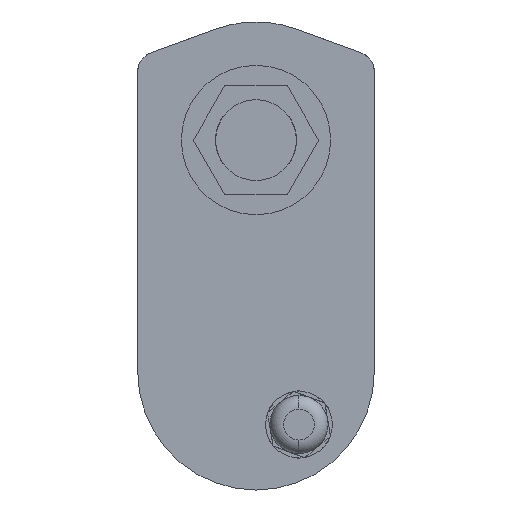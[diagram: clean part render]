
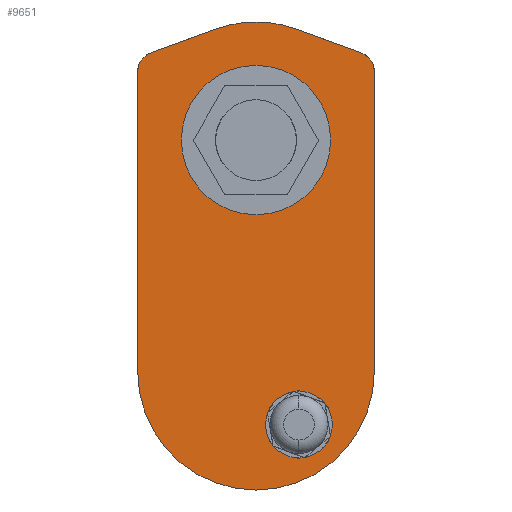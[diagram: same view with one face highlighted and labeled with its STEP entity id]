
A CAD part, front view. The second image highlights one B-rep face of the part: STEP entity #9651.
In plain terms, the highlighted planar face has unit normal (0, -1, 0).
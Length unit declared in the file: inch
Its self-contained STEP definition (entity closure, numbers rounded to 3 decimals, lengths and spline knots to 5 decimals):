
#100 = VERTEX_POINT ( 'NONE', #8182 ) ;
#124 = VERTEX_POINT ( 'NONE', #9386 ) ;
#157 = AXIS2_PLACEMENT_3D ( 'NONE', #1535, #11591, #4106 ) ;
#370 = DIRECTION ( 'NONE',  ( 0.866, 0., -0.5 ) ) ;
#781 = VECTOR ( 'NONE', #11583, 39.37008 ) ;
#1123 = CARTESIAN_POINT ( 'NONE',  ( 0.17, -4.8965, -3.82399 ) ) ;
#1179 = DIRECTION ( 'NONE',  ( 0., 0., -1. ) ) ;
#1181 = DIRECTION ( 'NONE',  ( 0., -1., 0. ) ) ;
#1193 = CARTESIAN_POINT ( 'NONE',  ( 0., -4.8965, 0. ) ) ;
#1338 = EDGE_CURVE ( 'NONE', #1633, #3641, #13527, .T. ) ;
#1393 = ORIENTED_EDGE ( 'NONE', *, *, #12836, .F. ) ;
#1488 = AXIS2_PLACEMENT_3D ( 'NONE', #11527, #4408, #6216 ) ;
#1535 = CARTESIAN_POINT ( 'NONE',  ( 0., -4.8965, 0. ) ) ;
#1545 = LINE ( 'NONE', #14847, #10997 ) ;
#1582 = ORIENTED_EDGE ( 'NONE', *, *, #9338, .F. ) ;
#1633 = VERTEX_POINT ( 'NONE', #12520 ) ;
#1673 = DIRECTION ( 'NONE',  ( 0., 0., 1. ) ) ;
#1682 = DIRECTION ( 'NONE',  ( 0., 0., -1. ) ) ;
#1736 = DIRECTION ( 'NONE',  ( 0., 0., -1. ) ) ;
#1766 = PLANE ( 'NONE',  #9226 ) ;
#1771 = EDGE_CURVE ( 'NONE', #7663, #100, #7209, .T. ) ;
#1793 = CARTESIAN_POINT ( 'NONE',  ( -1.23965, -4.8965, 0.86535 ) ) ;
#1810 = VERTEX_POINT ( 'NONE', #11420 ) ;
#1826 = DIRECTION ( 'NONE',  ( 0., -1., 0. ) ) ;
#1841 = CARTESIAN_POINT ( 'NONE',  ( 0.51218, -4.8965, 1.40719 ) ) ;
#2225 = ORIENTED_EDGE ( 'NONE', *, *, #3740, .F. ) ;
#2239 = EDGE_LOOP ( 'NONE', ( #8946, #1393 ) ) ;
#2245 = CIRCLE ( 'NONE', #157, 0.94675 ) ;
#2379 = DIRECTION ( 'NONE',  ( 0., 0., -1. ) ) ;
#2412 = VERTEX_POINT ( 'NONE', #7629 ) ;
#2469 = DIRECTION ( 'NONE',  ( 0., -1., 0. ) ) ;
#2483 = EDGE_LOOP ( 'NONE', ( #7677, #3519, #3431, #5774, #11523, #6865, #8173, #10723, #11403 ) ) ;
#2515 = CARTESIAN_POINT ( 'NONE',  ( 0., -4.8965, -2.9375 ) ) ;
#2551 = VERTEX_POINT ( 'NONE', #7450 ) ;
#2658 = AXIS2_PLACEMENT_3D ( 'NONE', #1193, #1181, #1179 ) ;
#2767 = EDGE_LOOP ( 'NONE', ( #5274, #2225, #1582, #13243, #3472, #9952 ) ) ;
#2780 = CARTESIAN_POINT ( 'NONE',  ( 0.545, -4.8965, -3.17447 ) ) ;
#3090 = DIRECTION ( 'NONE',  ( 0., 0., -1. ) ) ;
#3368 = LINE ( 'NONE', #4435, #10330 ) ;
#3431 = ORIENTED_EDGE ( 'NONE', *, *, #5535, .T. ) ;
#3472 = ORIENTED_EDGE ( 'NONE', *, *, #9936, .F. ) ;
#3519 = ORIENTED_EDGE ( 'NONE', *, *, #11087, .T. ) ;
#3552 = VECTOR ( 'NONE', #10565, 39.37008 ) ;
#3613 = AXIS2_PLACEMENT_3D ( 'NONE', #2515, #2469, #2379 ) ;
#3641 = VERTEX_POINT ( 'NONE', #14155 ) ;
#3674 = EDGE_CURVE ( 'NONE', #12237, #7663, #4323, .T. ) ;
#3740 = EDGE_CURVE ( 'NONE', #14187, #12237, #9724, .T. ) ;
#3869 = VERTEX_POINT ( 'NONE', #10617 ) ;
#4106 = DIRECTION ( 'NONE',  ( 0., 0., -1. ) ) ;
#4323 = LINE ( 'NONE', #11348, #14959 ) ;
#4408 = DIRECTION ( 'NONE',  ( 0., -1., 0. ) ) ;
#4432 = DIRECTION ( 'NONE',  ( 0.866, 0., 0.5 ) ) ;
#4435 = CARTESIAN_POINT ( 'NONE',  ( 0.545, -4.8965, -4.0405 ) ) ;
#4535 = CARTESIAN_POINT ( 'NONE',  ( 0.92, -4.8965, -3.39098 ) ) ;
#4633 = CARTESIAN_POINT ( 'NONE',  ( 1.5, -4.8965, -2.9375 ) ) ;
#4717 = VERTEX_POINT ( 'NONE', #5277 ) ;
#4761 = CARTESIAN_POINT ( 'NONE',  ( 0., -4.8965, 0. ) ) ;
#4987 = EDGE_CURVE ( 'NONE', #2551, #1810, #11675, .T. ) ;
#5101 = LINE ( 'NONE', #14032, #9554 ) ;
#5272 = VECTOR ( 'NONE', #10858, 39.37008 ) ;
#5274 = ORIENTED_EDGE ( 'NONE', *, *, #3674, .F. ) ;
#5277 = CARTESIAN_POINT ( 'NONE',  ( 0., -4.8965, 1.4975 ) ) ;
#5535 = EDGE_CURVE ( 'NONE', #6328, #2551, #7394, .T. ) ;
#5730 = VERTEX_POINT ( 'NONE', #1841 ) ;
#5774 = ORIENTED_EDGE ( 'NONE', *, *, #4987, .T. ) ;
#5858 = EDGE_CURVE ( 'NONE', #6105, #8761, #9293, .T. ) ;
#6105 = VERTEX_POINT ( 'NONE', #14465 ) ;
#6216 = DIRECTION ( 'NONE',  ( 0., 0., -1. ) ) ;
#6291 = CARTESIAN_POINT ( 'NONE',  ( -1.5, -4.8965, 0.86535 ) ) ;
#6328 = VERTEX_POINT ( 'NONE', #14220 ) ;
#6865 = ORIENTED_EDGE ( 'NONE', *, *, #12711, .T. ) ;
#6935 = DIRECTION ( 'NONE',  ( 0., 0., -1. ) ) ;
#7209 = LINE ( 'NONE', #11504, #781 ) ;
#7394 = CIRCLE ( 'NONE', #3613, 1.5 ) ;
#7450 = CARTESIAN_POINT ( 'NONE',  ( 1.5, -4.8965, -2.9375 ) ) ;
#7562 = CIRCLE ( 'NONE', #11756, 1.4975 ) ;
#7629 = CARTESIAN_POINT ( 'NONE',  ( 0., -4.8965, 0.94675 ) ) ;
#7663 = VERTEX_POINT ( 'NONE', #2780 ) ;
#7677 = ORIENTED_EDGE ( 'NONE', *, *, #1338, .T. ) ;
#7697 = EDGE_CURVE ( 'NONE', #124, #1633, #11919, .T. ) ;
#8173 = ORIENTED_EDGE ( 'NONE', *, *, #8999, .T. ) ;
#8182 = CARTESIAN_POINT ( 'NONE',  ( 0.17, -4.8965, -3.39098 ) ) ;
#8239 = CARTESIAN_POINT ( 'NONE',  ( 0.92, -4.8965, -3.82399 ) ) ;
#8338 = CIRCLE ( 'NONE', #14447, 1.4975 ) ;
#8497 = DIRECTION ( 'NONE',  ( 0., 0., -1. ) ) ;
#8500 = DIRECTION ( 'NONE',  ( 0., -1., 0. ) ) ;
#8512 = CARTESIAN_POINT ( 'NONE',  ( 0., -4.8965, 0. ) ) ;
#8761 = VERTEX_POINT ( 'NONE', #11956 ) ;
#8946 = ORIENTED_EDGE ( 'NONE', *, *, #9693, .F. ) ;
#8979 = FACE_BOUND ( 'NONE', #2767, .T. ) ;
#8999 = EDGE_CURVE ( 'NONE', #5730, #4717, #7562, .T. ) ;
#9226 = AXIS2_PLACEMENT_3D ( 'NONE', #1793, #1826, #1736 ) ;
#9293 = LINE ( 'NONE', #1123, #10102 ) ;
#9338 = EDGE_CURVE ( 'NONE', #8761, #14187, #3368, .T. ) ;
#9386 = CARTESIAN_POINT ( 'NONE',  ( -0.51218, -4.8965, 1.40719 ) ) ;
#9490 = CARTESIAN_POINT ( 'NONE',  ( 0., -4.8965, -0.94675 ) ) ;
#9554 = VECTOR ( 'NONE', #6935, 39.37008 ) ;
#9651 = ADVANCED_FACE ( 'NONE', ( #10496, #10522, #8979 ), #1766, .T. ) ;
#9693 = EDGE_CURVE ( 'NONE', #2412, #11793, #10462, .T. ) ;
#9724 = LINE ( 'NONE', #11023, #5272 ) ;
#9936 = EDGE_CURVE ( 'NONE', #100, #6105, #5101, .T. ) ;
#9952 = ORIENTED_EDGE ( 'NONE', *, *, #1771, .F. ) ;
#10102 = VECTOR ( 'NONE', #370, 39.37008 ) ;
#10291 = VECTOR ( 'NONE', #3090, 39.37008 ) ;
#10330 = VECTOR ( 'NONE', #4432, 39.37008 ) ;
#10381 = CARTESIAN_POINT ( 'NONE',  ( -0.51218, -4.8965, 1.40719 ) ) ;
#10462 = CIRCLE ( 'NONE', #2658, 0.94675 ) ;
#10496 = FACE_BOUND ( 'NONE', #2239, .T. ) ;
#10522 = FACE_OUTER_BOUND ( 'NONE', #2483, .T. ) ;
#10565 = DIRECTION ( 'NONE',  ( -0.94, 0., -0.342 ) ) ;
#10617 = CARTESIAN_POINT ( 'NONE',  ( 1.3287, -4.8965, 1.11 ) ) ;
#10642 = DIRECTION ( 'NONE',  ( 0., -1., 0. ) ) ;
#10665 = LINE ( 'NONE', #6291, #10291 ) ;
#10723 = ORIENTED_EDGE ( 'NONE', *, *, #12853, .T. ) ;
#10858 = DIRECTION ( 'NONE',  ( 0., 0., 1. ) ) ;
#10997 = VECTOR ( 'NONE', #12542, 39.37008 ) ;
#11023 = CARTESIAN_POINT ( 'NONE',  ( 0.92, -4.8965, -3.82399 ) ) ;
#11087 = EDGE_CURVE ( 'NONE', #3641, #6328, #10665, .T. ) ;
#11113 = DIRECTION ( 'NONE',  ( -0.866, 0., 0.5 ) ) ;
#11202 = AXIS2_PLACEMENT_3D ( 'NONE', #13276, #13246, #13216 ) ;
#11348 = CARTESIAN_POINT ( 'NONE',  ( 0.92, -4.8965, -3.39098 ) ) ;
#11403 = ORIENTED_EDGE ( 'NONE', *, *, #7697, .T. ) ;
#11420 = CARTESIAN_POINT ( 'NONE',  ( 1.5, -4.8965, 0.86535 ) ) ;
#11504 = CARTESIAN_POINT ( 'NONE',  ( 0.545, -4.8965, -3.17447 ) ) ;
#11523 = ORIENTED_EDGE ( 'NONE', *, *, #12076, .T. ) ;
#11527 = CARTESIAN_POINT ( 'NONE',  ( 1.23965, -4.8965, 0.86535 ) ) ;
#11583 = DIRECTION ( 'NONE',  ( -0.866, 0., -0.5 ) ) ;
#11591 = DIRECTION ( 'NONE',  ( 0., -1., 0. ) ) ;
#11675 = LINE ( 'NONE', #4633, #14211 ) ;
#11756 = AXIS2_PLACEMENT_3D ( 'NONE', #8512, #8500, #8497 ) ;
#11793 = VERTEX_POINT ( 'NONE', #9490 ) ;
#11919 = LINE ( 'NONE', #10381, #3552 ) ;
#11956 = CARTESIAN_POINT ( 'NONE',  ( 0.545, -4.8965, -4.0405 ) ) ;
#12076 = EDGE_CURVE ( 'NONE', #1810, #3869, #12232, .T. ) ;
#12232 = CIRCLE ( 'NONE', #1488, 0.26035 ) ;
#12237 = VERTEX_POINT ( 'NONE', #4535 ) ;
#12520 = CARTESIAN_POINT ( 'NONE',  ( -1.3287, -4.8965, 1.11 ) ) ;
#12542 = DIRECTION ( 'NONE',  ( -0.94, 0., 0.342 ) ) ;
#12711 = EDGE_CURVE ( 'NONE', #3869, #5730, #1545, .T. ) ;
#12836 = EDGE_CURVE ( 'NONE', #11793, #2412, #2245, .T. ) ;
#12853 = EDGE_CURVE ( 'NONE', #4717, #124, #8338, .T. ) ;
#13216 = DIRECTION ( 'NONE',  ( 0., 0., -1. ) ) ;
#13243 = ORIENTED_EDGE ( 'NONE', *, *, #5858, .F. ) ;
#13246 = DIRECTION ( 'NONE',  ( 0., -1., 0. ) ) ;
#13276 = CARTESIAN_POINT ( 'NONE',  ( -1.23965, -4.8965, 0.86535 ) ) ;
#13527 = CIRCLE ( 'NONE', #11202, 0.26035 ) ;
#14032 = CARTESIAN_POINT ( 'NONE',  ( 0.17, -4.8965, -3.39098 ) ) ;
#14155 = CARTESIAN_POINT ( 'NONE',  ( -1.5, -4.8965, 0.86535 ) ) ;
#14187 = VERTEX_POINT ( 'NONE', #8239 ) ;
#14211 = VECTOR ( 'NONE', #1673, 39.37008 ) ;
#14220 = CARTESIAN_POINT ( 'NONE',  ( -1.5, -4.8965, -2.9375 ) ) ;
#14447 = AXIS2_PLACEMENT_3D ( 'NONE', #4761, #10642, #1682 ) ;
#14465 = CARTESIAN_POINT ( 'NONE',  ( 0.17, -4.8965, -3.82399 ) ) ;
#14847 = CARTESIAN_POINT ( 'NONE',  ( 1.3287, -4.8965, 1.11 ) ) ;
#14959 = VECTOR ( 'NONE', #11113, 39.37008 ) ;
